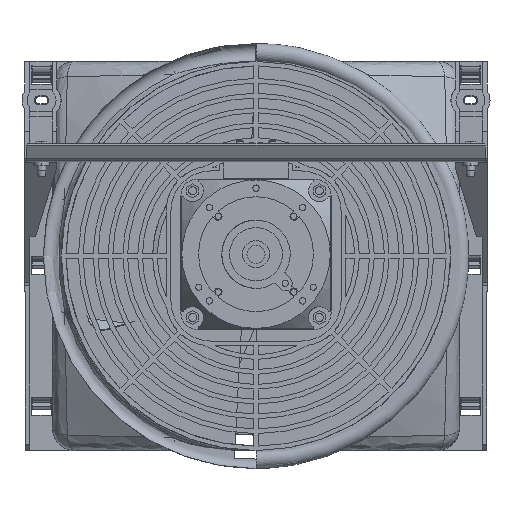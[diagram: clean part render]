
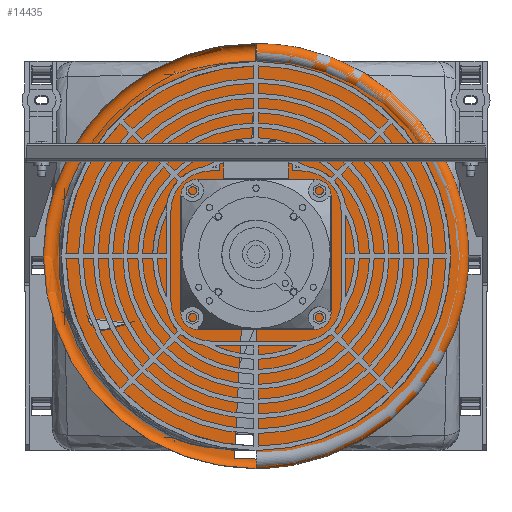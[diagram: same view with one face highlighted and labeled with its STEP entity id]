
A CAD part, left-side view. The second image highlights one B-rep face of the part: STEP entity #14435.
In plain terms, the highlighted toroidal (fillet/blend) face has major radius 112.5 mm and minor radius 5 mm.
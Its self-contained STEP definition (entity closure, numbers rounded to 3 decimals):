
#1689=CARTESIAN_POINT('',(36.095,-0.02,106.5));
#1839=CARTESIAN_POINT('',(36.11,90.639,56.8));
#1879=CARTESIAN_POINT('',(36.11,0.,
-1.));
#1880=DIRECTION('',(-1.,0.,0.));
#1881=DIRECTION('',(0.,0.,1.));
#1882=AXIS2_PLACEMENT_3D('',#1879,#1880,#1881);
#1884=CARTESIAN_POINT('',(36.11,0.,
-1.));
#1885=DIRECTION('',(-1.,0.,0.));
#1886=DIRECTION('',(0.,0.843,0.538));
#1887=AXIS2_PLACEMENT_3D('',#1884,#1885,#1886);
#1889=CARTESIAN_POINT('',(36.11,0.,
-1.));
#1890=DIRECTION('',(-1.,0.,0.));
#1891=DIRECTION('',(0.,0.,1.));
#1892=AXIS2_PLACEMENT_3D('',#1889,#1890,#1891);
#1894=CARTESIAN_POINT('',(36.11,0.,
-1.));
#1895=DIRECTION('',(-1.,0.,0.));
#1896=DIRECTION('',(0.,0.,1.));
#1897=AXIS2_PLACEMENT_3D('',#1894,#1895,#1896);
#1904=CARTESIAN_POINT('',(36.11,0.,-113.5));
#1905=DIRECTION('',(0.,1.,0.));
#1906=DIRECTION('',(0.,0.,-1.));
#1907=AXIS2_PLACEMENT_3D('',#1904,#1905,#1906);
#1914=CARTESIAN_POINT('',(36.11,0.,111.5));
#1915=DIRECTION('',(0.,-1.,0.));
#1916=DIRECTION('',(0.,0.,1.));
#1917=AXIS2_PLACEMENT_3D('',#1914,#1915,#1916);
#12751=VERTEX_POINT('',#1689);
#12836=CARTESIAN_POINT('',(36.11,0.,106.5));
#12837=CARTESIAN_POINT('',(36.11,0.,116.5));
#12838=VERTEX_POINT('',#12836);
#12839=VERTEX_POINT('',#12837);
#12840=CARTESIAN_POINT('',(36.11,0.,-118.5));
#12841=VERTEX_POINT('',#12840);
#12842=CARTESIAN_POINT('',(36.11,0.,-108.5));
#12843=VERTEX_POINT('',#12842);
#12844=VERTEX_POINT('',#1839);
#14420=CARTESIAN_POINT('',(36.11,0.,
-1.));
#14421=DIRECTION('',(-1.,0.,0.));
#14422=DIRECTION('',(0.,0.,1.));
#14423=AXIS2_PLACEMENT_3D('',#14420,#14421,#14422);
#14424=TOROIDAL_SURFACE('',#14423,112.5,5.);
#14425=ORIENTED_EDGE('',*,*,#14406,.T.);
#14426=ORIENTED_EDGE('',*,*,#14377,.T.);
#14428=ORIENTED_EDGE('',*,*,#14427,.F.);
#14429=ORIENTED_EDGE('',*,*,#14373,.F.);
#14431=ORIENTED_EDGE('',*,*,#14430,.T.);
#14432=ORIENTED_EDGE('',*,*,#14369,.T.);
#14433=EDGE_LOOP('',(#14425,#14426,#14428,#14429,#14431,#14432));
#14434=FACE_OUTER_BOUND('',#14433,.F.);
#14435=ADVANCED_FACE('',(#14434),#14424,.T.);
#1883=CIRCLE('',#1882,107.5);
#1888=CIRCLE('',#1887,107.5);
#1893=CIRCLE('',#1892,117.5);
#1898=CIRCLE('',#1897,107.5);
#1908=CIRCLE('',#1907,5.);
#1918=CIRCLE('',#1917,5.);
#14369=EDGE_CURVE('',#12838,#12751,#1898,.T.);
#14373=EDGE_CURVE('',#12839,#12841,#1893,.T.);
#14377=EDGE_CURVE('',#12844,#12843,#1888,.T.);
#14406=EDGE_CURVE('',#12751,#12844,#1883,.T.);
#14427=EDGE_CURVE('',#12841,#12843,#1908,.T.);
#14430=EDGE_CURVE('',#12839,#12838,#1918,.T.);
